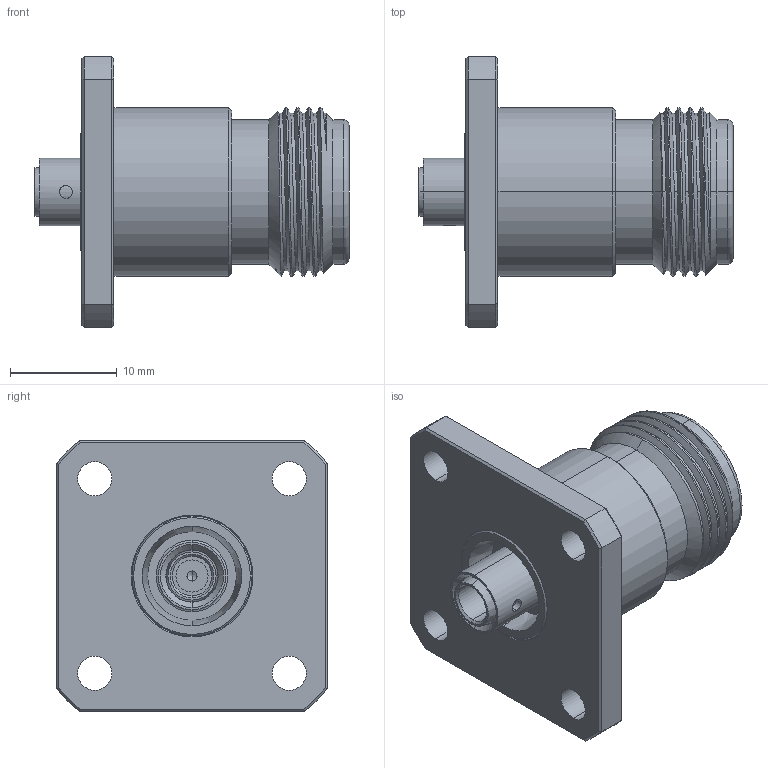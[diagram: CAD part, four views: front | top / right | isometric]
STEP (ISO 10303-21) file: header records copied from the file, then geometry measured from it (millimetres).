
FILE_DESCRIPTION (( 'STEP AP203' ), '1' );
FILE_NAME ('FMCN1932_3D.STEP', '2022-09-02T05:46:41', ( '' ), ( '' ), 'SwSTEP 2.0', 'SolidWorks 2021', '' );
FILE_SCHEMA (( 'CONFIG_CONTROL_DESIGN' ));
Length unit declared in the file: millimetre
Products named in the file (1): FMCN1932_3D
Bounding box: 29.4 x 25.4 x 25.4 mm (x, y, z)
Volume: 5113.7 mm3; surface area: 4377.1 mm2
Topology: 1 solids, 3 shells, 186 faces, 435 edges, 269 vertices
Faces by surface type: cylinder 79, plane 51, cone 48, torus 6, bspline 2
Entity records: 7105 total; most frequent: CARTESIAN_POINT 2759, DIRECTION 918, ORIENTED_EDGE 862, EDGE_CURVE 431, AXIS2_PLACEMENT_3D 376, VERTEX_POINT 269, EDGE_LOOP 218, CIRCLE 191
